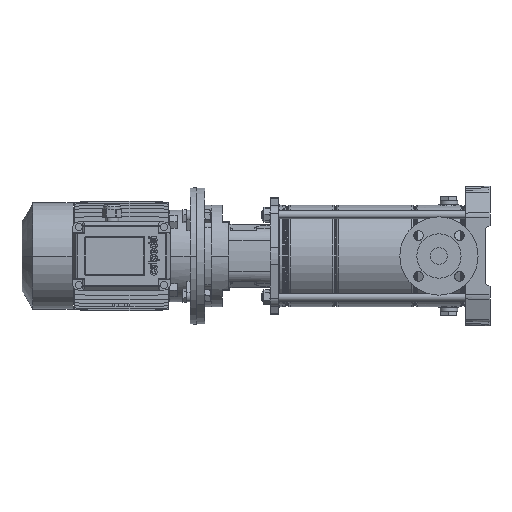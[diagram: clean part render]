
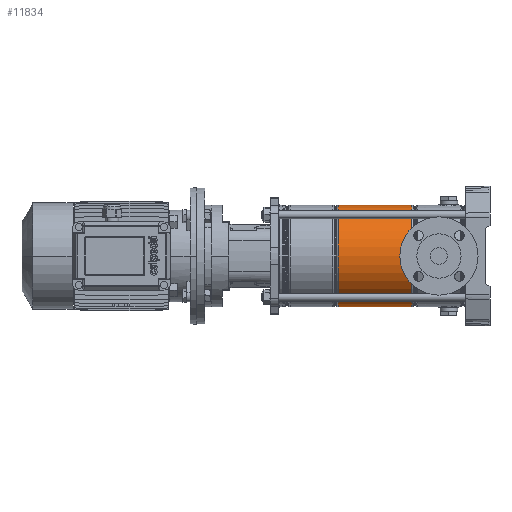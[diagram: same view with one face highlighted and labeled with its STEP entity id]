
A CAD part, left-side view. The second image highlights one B-rep face of the part: STEP entity #11834.
In plain terms, the highlighted cylindrical face has radius 74.9 mm (diameter 149.8 mm), a partial arc.
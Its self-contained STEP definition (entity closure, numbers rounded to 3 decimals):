
#2344 = EDGE_CURVE ( 'NONE', #6140, #11044, #61663, .T. ) ;
#2476 = CARTESIAN_POINT ( 'NONE',  ( -74.9, 0., 87.279 ) ) ;
#6140 = VERTEX_POINT ( 'NONE', #35467 ) ;
#7515 = DIRECTION ( 'NONE',  ( 1., 0., 0. ) ) ;
#8497 = DIRECTION ( 'NONE',  ( 0., 0., -1. ) ) ;
#11044 = VERTEX_POINT ( 'NONE', #2476 ) ;
#11834 = ADVANCED_FACE ( 'NONE', ( #22670 ), #32632, .T. ) ;
#16205 = CARTESIAN_POINT ( 'NONE',  ( 74.9, 0., 195.221 ) ) ;
#16447 = DIRECTION ( 'NONE',  ( 0., 0., -1. ) ) ;
#18664 = AXIS2_PLACEMENT_3D ( 'NONE', #32964, #8497, #33602 ) ;
#18724 = CARTESIAN_POINT ( 'NONE',  ( 74.9, 0., 0. ) ) ;
#21920 = EDGE_LOOP ( 'NONE', ( #53610, #52456, #32685, #42453 ) ) ;
#22670 = FACE_OUTER_BOUND ( 'NONE', #21920, .T. ) ;
#23044 = VERTEX_POINT ( 'NONE', #24701 ) ;
#23341 = CARTESIAN_POINT ( 'NONE',  ( 0., 0., 195.221 ) ) ;
#24701 = CARTESIAN_POINT ( 'NONE',  ( 74.9, 0., 87.279 ) ) ;
#31019 = CARTESIAN_POINT ( 'NONE',  ( -74.9, 0., 0. ) ) ;
#32472 = AXIS2_PLACEMENT_3D ( 'NONE', #23341, #38223, #7515 ) ;
#32632 = CYLINDRICAL_SURFACE ( 'NONE', #18664, 74.9 ) ;
#32685 = ORIENTED_EDGE ( 'NONE', *, *, #52633, .T. ) ;
#32964 = CARTESIAN_POINT ( 'NONE',  ( 0., 0., 0. ) ) ;
#33515 = CIRCLE ( 'NONE', #32472, 74.9 ) ;
#33602 = DIRECTION ( 'NONE',  ( -1., 0., 0. ) ) ;
#34295 = DIRECTION ( 'NONE',  ( 0., 0., -1. ) ) ;
#35451 = VECTOR ( 'NONE', #16447, 1000. ) ;
#35467 = CARTESIAN_POINT ( 'NONE',  ( -74.9, 0., 195.221 ) ) ;
#38223 = DIRECTION ( 'NONE',  ( 0., 0., -1. ) ) ;
#42453 = ORIENTED_EDGE ( 'NONE', *, *, #2344, .F. ) ;
#43452 = AXIS2_PLACEMENT_3D ( 'NONE', #58903, #59244, #45364 ) ;
#43995 = VECTOR ( 'NONE', #34295, 1000. ) ;
#45364 = DIRECTION ( 'NONE',  ( 1., 0., 0. ) ) ;
#47759 = EDGE_CURVE ( 'NONE', #6140, #50319, #33515, .T. ) ;
#50319 = VERTEX_POINT ( 'NONE', #16205 ) ;
#52456 = ORIENTED_EDGE ( 'NONE', *, *, #53754, .T. ) ;
#52633 = EDGE_CURVE ( 'NONE', #23044, #11044, #52918, .T. ) ;
#52918 = CIRCLE ( 'NONE', #43452, 74.9 ) ;
#53610 = ORIENTED_EDGE ( 'NONE', *, *, #47759, .T. ) ;
#53754 = EDGE_CURVE ( 'NONE', #50319, #23044, #54716, .T. ) ;
#54716 = LINE ( 'NONE', #18724, #43995 ) ;
#58903 = CARTESIAN_POINT ( 'NONE',  ( 0., 0., 87.279 ) ) ;
#59244 = DIRECTION ( 'NONE',  ( 0., 0., 1. ) ) ;
#61663 = LINE ( 'NONE', #31019, #35451 ) ;
